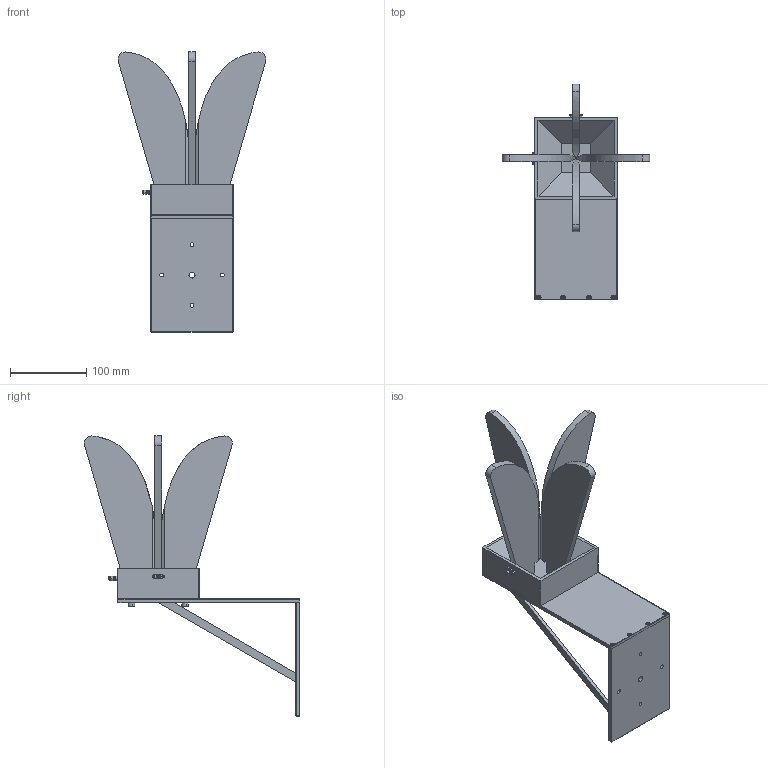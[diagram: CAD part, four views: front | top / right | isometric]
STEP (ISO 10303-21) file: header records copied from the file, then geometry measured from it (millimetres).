
FILE_DESCRIPTION (( 'STEP AP214' ), '1' );
FILE_NAME ('FMWAN1165_3D.step', '2023-05-03T17:32:13', ( '' ), ( '' ), 'SwSTEP 2.0', 'SolidWorks 2022', '' );
FILE_SCHEMA (( 'AUTOMOTIVE_DESIGN' ));
Length unit declared in the file: inch
Products named in the file (16): 11655^FMWAN1165; 11653^FMWAN1165; 11656^FMWAN1165; 11657^FMWAN1165; 11651^FMWAN1165; 11652^FMWAN1165; FMWAN1165_3D; 11658^FMWAN1165; 11654^FMWAN1165; 116510^FMWAN1165; 116512^FMWAN1165; 116511^FMWAN1165; 116515^FMWAN1165; 11659^FMWAN1165; 116513^FMWAN1165; 116514^FMWAN1165
Assembly tree (15 placements, depth 2):
  FMWAN1165_3D
    11651^FMWAN1165
    11652^FMWAN1165
    11653^FMWAN1165
    11654^FMWAN1165
    11655^FMWAN1165
    11656^FMWAN1165
    11657^FMWAN1165
    11658^FMWAN1165
    11659^FMWAN1165
    116510^FMWAN1165
    116511^FMWAN1165
    116512^FMWAN1165
    116513^FMWAN1165
    116514^FMWAN1165
    116515^FMWAN1165
Bounding box: 194.55 x 283.27 x 368.43 mm (x, y, z)
Volume: 919571.1 mm3; surface area: 255214.8 mm2
Topology: 15 solids, 15 shells, 566 faces, 1362 edges, 846 vertices
Faces by surface type: plane 248, cylinder 208, cone 68, torus 36, bspline 4, sphere 2
Entity records: 17776 total; most frequent: CARTESIAN_POINT 3528, DIRECTION 2988, ORIENTED_EDGE 2672, EDGE_CURVE 1336, AXIS2_PLACEMENT_3D 1106, VERTEX_POINT 846, VECTOR 776, LINE 776
